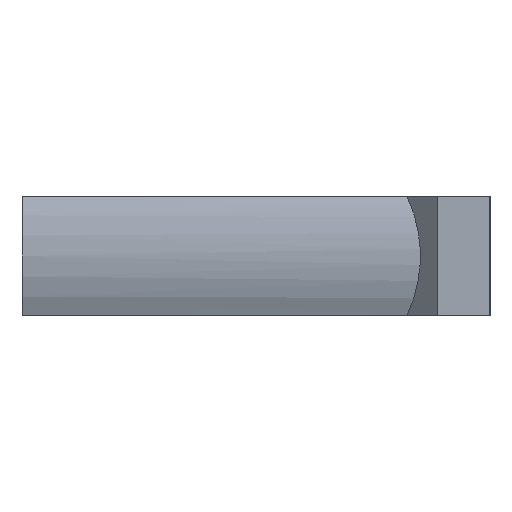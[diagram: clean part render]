
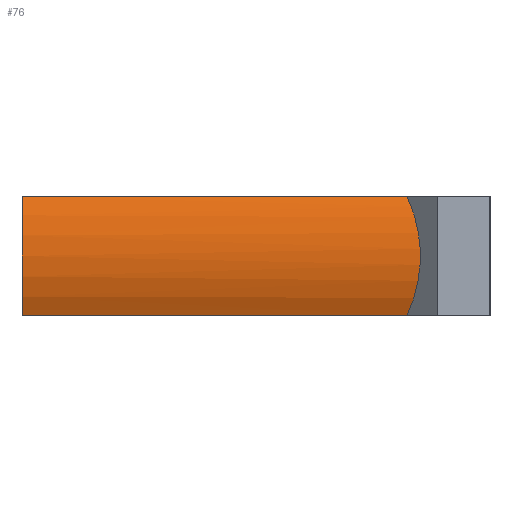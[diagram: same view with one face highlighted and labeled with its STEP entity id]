
A CAD part, left-side view. The second image highlights one B-rep face of the part: STEP entity #76.
In plain terms, the highlighted cylindrical face has radius 13.37 mm (diameter 26.74 mm), a partial arc.
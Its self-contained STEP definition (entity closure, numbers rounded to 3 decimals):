
#7 = ORIENTED_EDGE ( 'NONE', *, *, #690, .T. ) ;
#76 = ADVANCED_FACE ( 'NONE', ( #2860 ), #1491, .T. ) ;
#104 = EDGE_CURVE ( 'NONE', #3045, #3075, #151, .T. ) ;
#126 = DIRECTION ( 'NONE',  ( 0., 0., 1. ) ) ;
#130 = AXIS2_PLACEMENT_3D ( 'NONE', #1339, #3019, #2289 ) ;
#151 =( BOUNDED_CURVE ( )  B_SPLINE_CURVE ( 3, ( #332, #902, #391, #594 ),
 .UNSPECIFIED., .F., .F. ) 
 B_SPLINE_CURVE_WITH_KNOTS ( ( 4, 4 ),
 ( 2.697, 3.586 ),
 .UNSPECIFIED. ) 
 CURVE ( )  GEOMETRIC_REPRESENTATION_ITEM ( )  RATIONAL_B_SPLINE_CURVE ( ( 1., 0.935, 0.935, 1. ) ) 
 REPRESENTATION_ITEM ( '' )  );
#322 = EDGE_CURVE ( 'NONE', #1236, #1349, #2090, .T. ) ;
#332 = CARTESIAN_POINT ( 'NONE',  ( -17., -22., -5.75 ) ) ;
#391 = CARTESIAN_POINT ( 'NONE',  ( -18.763, -23.763, 2.049 ) ) ;
#515 = DIRECTION ( 'NONE',  ( 0., 1., 0. ) ) ;
#594 = CARTESIAN_POINT ( 'NONE',  ( -17., -22., 5.75 ) ) ;
#690 = EDGE_CURVE ( 'NONE', #3075, #1236, #1681, .T. ) ;
#748 = ORIENTED_EDGE ( 'NONE', *, *, #104, .T. ) ;
#902 = CARTESIAN_POINT ( 'NONE',  ( -18.763, -23.763, -2.049 ) ) ;
#957 = EDGE_CURVE ( 'NONE', #3045, #1349, #3101, .T. ) ;
#1035 = CARTESIAN_POINT ( 'NONE',  ( -17., -22., 5.75 ) ) ;
#1053 = ORIENTED_EDGE ( 'NONE', *, *, #322, .T. ) ;
#1175 = VECTOR ( 'NONE', #1484, 1000. ) ;
#1180 = EDGE_LOOP ( 'NONE', ( #1238, #748, #7, #1053 ) ) ;
#1235 = CARTESIAN_POINT ( 'NONE',  ( -17., -30., -5.75 ) ) ;
#1236 = VERTEX_POINT ( 'NONE', #1345 ) ;
#1238 = ORIENTED_EDGE ( 'NONE', *, *, #957, .F. ) ;
#1339 = CARTESIAN_POINT ( 'NONE',  ( -4.93, -30., 0. ) ) ;
#1345 = CARTESIAN_POINT ( 'NONE',  ( -17., 15., 5.75 ) ) ;
#1349 = VERTEX_POINT ( 'NONE', #2344 ) ;
#1484 = DIRECTION ( 'NONE',  ( 0., 1., 0. ) ) ;
#1491 = CYLINDRICAL_SURFACE ( 'NONE', #130, 13.37 ) ;
#1604 = DIRECTION ( 'NONE',  ( 0., -1., 0. ) ) ;
#1681 = LINE ( 'NONE', #1991, #2156 ) ;
#1991 = CARTESIAN_POINT ( 'NONE',  ( -17., -30., 5.75 ) ) ;
#2090 = CIRCLE ( 'NONE', #2580, 13.37 ) ;
#2156 = VECTOR ( 'NONE', #515, 1000. ) ;
#2289 = DIRECTION ( 'NONE',  ( 0., 0., 1. ) ) ;
#2344 = CARTESIAN_POINT ( 'NONE',  ( -17., 15., -5.75 ) ) ;
#2475 = CARTESIAN_POINT ( 'NONE',  ( -17., -22., -5.75 ) ) ;
#2580 = AXIS2_PLACEMENT_3D ( 'NONE', #3048, #1604, #126 ) ;
#2860 = FACE_OUTER_BOUND ( 'NONE', #1180, .T. ) ;
#3019 = DIRECTION ( 'NONE',  ( 0., 1., 0. ) ) ;
#3045 = VERTEX_POINT ( 'NONE', #2475 ) ;
#3048 = CARTESIAN_POINT ( 'NONE',  ( -4.93, 15., 0. ) ) ;
#3075 = VERTEX_POINT ( 'NONE', #1035 ) ;
#3101 = LINE ( 'NONE', #1235, #1175 ) ;
